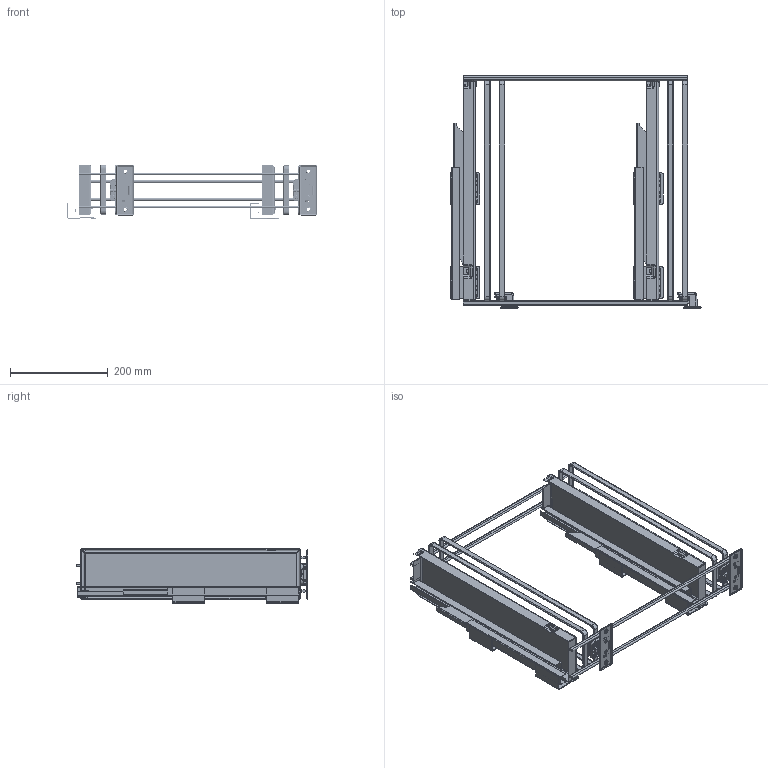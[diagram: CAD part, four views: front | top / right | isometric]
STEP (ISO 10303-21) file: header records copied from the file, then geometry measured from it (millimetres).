
FILE_DESCRIPTION(/* description */ (''),/* implementation_level */ '2;1');
FILE_NAME(/* name */ 'KO-150BO_Right.stp',/* time_stamp */ '2022-06-15T16:01:43+02:00',/* author */ ('tomaszw'),/* organization */ (''),/* preprocessor_version */ 'ST-DEVELOPER v18.1',/* originating_system */ 'Autodesk Inventor 2021',/* authorisation */ '');
FILE_SCHEMA (('AUTOMOTIVE_DESIGN { 1 0 10303 214 3 1 1 }'));
Products named in the file (18): TVH-150; JU150--01_ASM; JU150--07; JU150--08; JU150--021; 150-200-MEN-BAN-PIA-KO-000_ASM; 150-200-MEN-BAN-PIA-KO-; 150-200-MEN-BAN-PIA-KO-1; 150-200-MEN-BAN-PIA-KO-2; 5X14-PAN-TOU-01; 5X12-PAN-TOU-01; M4-LUO-MU-0; M4-LUO-SI-0; JU150--016_ASM_MIR; JU150--017_MIR; JU150--018_MIR; JU150--019_MIR; JU150--020_MIR
Assembly tree (25 placements, depth 3):
  TVH-150
    JU150--01_ASM  x2
      JU150--07
      JU150--08
    JU150--021
    150-200-MEN-BAN-PIA-KO-000_ASM  x2
      150-200-MEN-BAN-PIA-KO-
      150-200-MEN-BAN-PIA-KO-1
      150-200-MEN-BAN-PIA-KO-2
      5X14-PAN-TOU-01
      5X12-PAN-TOU-01
      M4-LUO-MU-0
      M4-LUO-SI-0
    JU150--016_ASM_MIR  x2
      JU150--017_MIR
      JU150--018_MIR
      JU150--019_MIR
      JU150--020_MIR
Bounding box: 513.25 x 475.1 x 111.68 mm (x, y, z)
Volume: 547359.4 mm3; surface area: 789563.1 mm2
Topology: 40 solids, 40 shells, 2432 faces, 5982 edges, 3644 vertices
Faces by surface type: plane 1064, cylinder 860, bspline 256, torus 122, cone 80, sphere 50
Full cylindrical faces by diameter (mm): 1.5 x4, 3.4 x20, 4 x94, 4.1 x4, 4.3 x2, 5 x118, 6 x8, 6.2 x48, 7.2 x8, 8.9 x2, 9 x4, 9.5 x4
Entity records: 54041 total; most frequent: CARTESIAN_POINT 30996, ORIENTED_EDGE 4740, DIRECTION 4523, EDGE_CURVE 2370, AXIS2_PLACEMENT_3D 1576, VERTEX_POINT 1435, LINE 1371, VECTOR 1371
